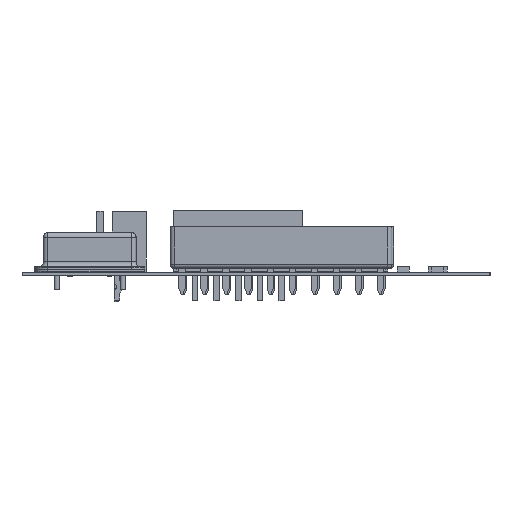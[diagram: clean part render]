
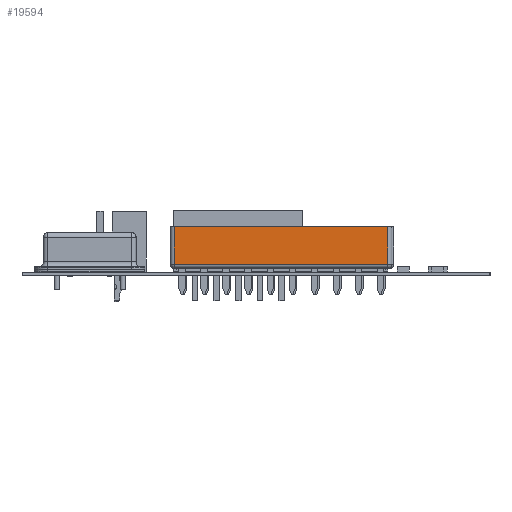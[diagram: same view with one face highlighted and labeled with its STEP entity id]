
A CAD part, left-side view. The second image highlights one B-rep face of the part: STEP entity #19594.
In plain terms, the highlighted face is planar.
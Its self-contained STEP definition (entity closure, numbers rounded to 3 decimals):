
#19566 = VERTEX_POINT('',#19567);
#19567 = CARTESIAN_POINT('',(23.73,8.81,5.1));
#19574 = EDGE_CURVE('',#19566,#19575,#19577,.T.);
#19575 = VERTEX_POINT('',#19576);
#19576 = CARTESIAN_POINT('',(-0.87,8.81,5.1));
#19577 = LINE('',#19578,#19579);
#19578 = CARTESIAN_POINT('',(23.73,8.81,5.1));
#19579 = VECTOR('',#19580,1.);
#19580 = DIRECTION('',(-1.,0.,0.));
#19594 = ADVANCED_FACE('',(#19595),#19620,.T.);
#19595 = FACE_BOUND('',#19596,.T.);
#19596 = EDGE_LOOP('',(#19597,#19605,#19613,#19619));
#19597 = ORIENTED_EDGE('',*,*,#19598,.T.);
#19598 = EDGE_CURVE('',#19566,#19599,#19601,.T.);
#19599 = VERTEX_POINT('',#19600);
#19600 = CARTESIAN_POINT('',(23.73,8.81,0.8));
#19601 = LINE('',#19602,#19603);
#19602 = CARTESIAN_POINT('',(23.73,8.81,5.1));
#19603 = VECTOR('',#19604,1.);
#19604 = DIRECTION('',(0.,0.,-1.));
#19605 = ORIENTED_EDGE('',*,*,#19606,.T.);
#19606 = EDGE_CURVE('',#19599,#19607,#19609,.T.);
#19607 = VERTEX_POINT('',#19608);
#19608 = CARTESIAN_POINT('',(-0.87,8.81,0.8));
#19609 = LINE('',#19610,#19611);
#19610 = CARTESIAN_POINT('',(23.73,8.81,0.8));
#19611 = VECTOR('',#19612,1.);
#19612 = DIRECTION('',(-1.,0.,0.));
#19613 = ORIENTED_EDGE('',*,*,#19614,.F.);
#19614 = EDGE_CURVE('',#19575,#19607,#19615,.T.);
#19615 = LINE('',#19616,#19617);
#19616 = CARTESIAN_POINT('',(-0.87,8.81,5.1));
#19617 = VECTOR('',#19618,1.);
#19618 = DIRECTION('',(0.,0.,-1.));
#19619 = ORIENTED_EDGE('',*,*,#19574,.F.);
#19620 = PLANE('',#19621);
#19621 = AXIS2_PLACEMENT_3D('',#19622,#19623,#19624);
#19622 = CARTESIAN_POINT('',(24.23,8.81,5.1));
#19623 = DIRECTION('',(0.,1.,0.));
#19624 = DIRECTION('',(0.,0.,-1.));
